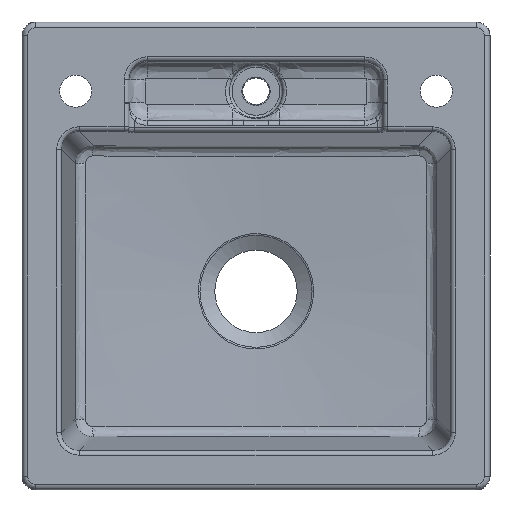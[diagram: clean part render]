
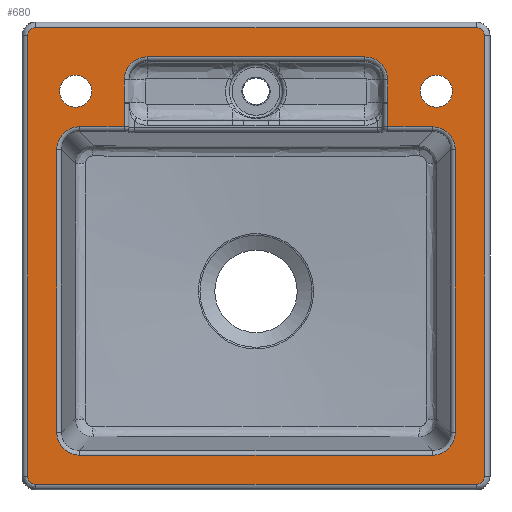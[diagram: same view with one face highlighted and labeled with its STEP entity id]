
A CAD part, top view. The second image highlights one B-rep face of the part: STEP entity #680.
In plain terms, the highlighted planar face has unit normal (0, 0, 1).
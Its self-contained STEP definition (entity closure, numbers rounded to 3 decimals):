
#680=ADVANCED_FACE('',(#1561,#1562,#1563,#1564),#897,.F.);
#897=PLANE('',#4730);
#1190=LINE('',#6653,#1346);
#1194=LINE('',#6751,#1350);
#1196=LINE('',#6847,#1352);
#1199=LINE('',#6854,#1355);
#1201=LINE('',#6961,#1357);
#1204=LINE('',#7333,#1360);
#1207=LINE('',#7364,#1363);
#1209=LINE('',#7410,#1365);
#1211=LINE('',#7456,#1367);
#1213=LINE('',#7480,#1369);
#1246=LINE('',#8804,#1402);
#1247=LINE('',#8808,#1403);
#1248=LINE('',#8812,#1404);
#1249=LINE('',#8816,#1405);
#1346=VECTOR('',#5134,1.);
#1350=VECTOR('',#5154,1.);
#1352=VECTOR('',#5174,1.);
#1355=VECTOR('',#5181,1.);
#1357=VECTOR('',#5193,1.);
#1360=VECTOR('',#5220,1.);
#1363=VECTOR('',#5233,1.);
#1365=VECTOR('',#5243,1.);
#1367=VECTOR('',#5253,1.);
#1369=VECTOR('',#5261,1.);
#1402=VECTOR('',#5402,1.);
#1403=VECTOR('',#5405,1.);
#1404=VECTOR('',#5408,1.);
#1405=VECTOR('',#5411,1.);
#1498=ELLIPSE('',#4625,25.191,25.);
#1500=ELLIPSE('',#4633,25.191,25.);
#1501=ELLIPSE('',#4642,25.191,25.);
#1502=ELLIPSE('',#4644,25.191,25.);
#1503=ELLIPSE('',#4658,25.004,25.);
#1505=ELLIPSE('',#4664,25.008,25.);
#1506=ELLIPSE('',#4668,25.008,25.);
#1508=ELLIPSE('',#4672,25.004,25.);
#1509=ELLIPSE('',#4726,9.044,9.);
#1510=ELLIPSE('',#4727,9.044,9.);
#1511=ELLIPSE('',#4728,9.044,9.);
#1512=ELLIPSE('',#4729,9.044,9.);
#1561=FACE_BOUND('',#1692,.T.);
#1562=FACE_BOUND('',#1693,.T.);
#1563=FACE_BOUND('',#1694,.T.);
#1564=FACE_BOUND('',#1695,.T.);
#1692=EDGE_LOOP('',(#2359,#2360,#2361,#2362,#2363,#2364,#2365,#2366));
#1693=EDGE_LOOP('',(#2367,#2368,#2369,#2370,#2371,#2372,#2373,#2374,#2375,
#2376,#2377,#2378,#2379,#2380,#2381,#2382,#2383,#2384));
#1694=EDGE_LOOP('',(#2385));
#1695=EDGE_LOOP('',(#2386));
#2359=ORIENTED_EDGE('',*,*,#3931,.T.);
#2360=ORIENTED_EDGE('',*,*,#3932,.T.);
#2361=ORIENTED_EDGE('',*,*,#3933,.T.);
#2362=ORIENTED_EDGE('',*,*,#3934,.T.);
#2363=ORIENTED_EDGE('',*,*,#3935,.T.);
#2364=ORIENTED_EDGE('',*,*,#3936,.T.);
#2365=ORIENTED_EDGE('',*,*,#3937,.T.);
#2366=ORIENTED_EDGE('',*,*,#3938,.T.);
#2367=ORIENTED_EDGE('',*,*,#3839,.T.);
#2368=ORIENTED_EDGE('',*,*,#3836,.T.);
#2369=ORIENTED_EDGE('',*,*,#3834,.T.);
#2370=ORIENTED_EDGE('',*,*,#3831,.T.);
#2371=ORIENTED_EDGE('',*,*,#3828,.T.);
#2372=ORIENTED_EDGE('',*,*,#3825,.T.);
#2373=ORIENTED_EDGE('',*,*,#3822,.T.);
#2374=ORIENTED_EDGE('',*,*,#3817,.T.);
#2375=ORIENTED_EDGE('',*,*,#3814,.T.);
#2376=ORIENTED_EDGE('',*,*,#3742,.T.);
#2377=ORIENTED_EDGE('',*,*,#3748,.T.);
#2378=ORIENTED_EDGE('',*,*,#3754,.T.);
#2379=ORIENTED_EDGE('',*,*,#3760,.T.);
#2380=ORIENTED_EDGE('',*,*,#3765,.T.);
#2381=ORIENTED_EDGE('',*,*,#3771,.T.);
#2382=ORIENTED_EDGE('',*,*,#3777,.T.);
#2383=ORIENTED_EDGE('',*,*,#3775,.T.);
#2384=ORIENTED_EDGE('',*,*,#3769,.T.);
#2385=ORIENTED_EDGE('',*,*,#3706,.T.);
#2386=ORIENTED_EDGE('',*,*,#3707,.T.);
#3309=VERTEX_POINT('',#6185);
#3310=VERTEX_POINT('',#6188);
#3335=VERTEX_POINT('',#6647);
#3336=VERTEX_POINT('',#6651);
#3340=VERTEX_POINT('',#6691);
#3344=VERTEX_POINT('',#6749);
#3349=VERTEX_POINT('',#6790);
#3350=VERTEX_POINT('',#6841);
#3352=VERTEX_POINT('',#6846);
#3354=VERTEX_POINT('',#6852);
#3356=VERTEX_POINT('',#6858);
#3358=VERTEX_POINT('',#6910);
#3385=VERTEX_POINT('',#7334);
#3386=VERTEX_POINT('',#7344);
#3388=VERTEX_POINT('',#7361);
#3390=VERTEX_POINT('',#7367);
#3392=VERTEX_POINT('',#7407);
#3394=VERTEX_POINT('',#7413);
#3397=VERTEX_POINT('',#7454);
#3398=VERTEX_POINT('',#7460);
#3450=VERTEX_POINT('',#8802);
#3451=VERTEX_POINT('',#8803);
#3452=VERTEX_POINT('',#8805);
#3453=VERTEX_POINT('',#8807);
#3454=VERTEX_POINT('',#8809);
#3455=VERTEX_POINT('',#8811);
#3456=VERTEX_POINT('',#8813);
#3457=VERTEX_POINT('',#8815);
#3706=EDGE_CURVE('',#3309,#3309,#4343,.T.);
#3707=EDGE_CURVE('',#3310,#3310,#4344,.T.);
#3742=EDGE_CURVE('',#3335,#3336,#1190,.T.);
#3748=EDGE_CURVE('',#3336,#3340,#1498,.T.);
#3754=EDGE_CURVE('',#3340,#3344,#1194,.T.);
#3760=EDGE_CURVE('',#3344,#3349,#1500,.T.);
#3765=EDGE_CURVE('',#3349,#3352,#1196,.T.);
#3769=EDGE_CURVE('',#3354,#3350,#1199,.T.);
#3771=EDGE_CURVE('',#3352,#3356,#1501,.T.);
#3775=EDGE_CURVE('',#3358,#3354,#1502,.T.);
#3777=EDGE_CURVE('',#3356,#3358,#1201,.T.);
#3814=EDGE_CURVE('',#3385,#3335,#1204,.T.);
#3817=EDGE_CURVE('',#3386,#3385,#1503,.T.);
#3822=EDGE_CURVE('',#3388,#3386,#1207,.T.);
#3825=EDGE_CURVE('',#3390,#3388,#1505,.T.);
#3828=EDGE_CURVE('',#3392,#3390,#1209,.T.);
#3831=EDGE_CURVE('',#3394,#3392,#1506,.T.);
#3834=EDGE_CURVE('',#3397,#3394,#1211,.T.);
#3836=EDGE_CURVE('',#3398,#3397,#1508,.T.);
#3839=EDGE_CURVE('',#3350,#3398,#1213,.T.);
#3931=EDGE_CURVE('',#3450,#3451,#1509,.T.);
#3932=EDGE_CURVE('',#3451,#3452,#1246,.T.);
#3933=EDGE_CURVE('',#3452,#3453,#1510,.T.);
#3934=EDGE_CURVE('',#3453,#3454,#1247,.T.);
#3935=EDGE_CURVE('',#3454,#3455,#1511,.T.);
#3936=EDGE_CURVE('',#3455,#3456,#1248,.T.);
#3937=EDGE_CURVE('',#3456,#3457,#1512,.T.);
#3938=EDGE_CURVE('',#3457,#3450,#1249,.T.);
#4343=CIRCLE('',#4589,17.5);
#4344=CIRCLE('',#4591,17.5);
#4589=AXIS2_PLACEMENT_3D('',#6184,#5070,#5071);
#4591=AXIS2_PLACEMENT_3D('',#6187,#5074,#5075);
#4625=AXIS2_PLACEMENT_3D('',#6693,#5144,#5145);
#4633=AXIS2_PLACEMENT_3D('',#6791,#5164,#5165);
#4642=AXIS2_PLACEMENT_3D('',#6859,#5186,#5187);
#4644=AXIS2_PLACEMENT_3D('',#6929,#5190,#5191);
#4658=AXIS2_PLACEMENT_3D('',#7343,#5224,#5225);
#4664=AXIS2_PLACEMENT_3D('',#7375,#5238,#5239);
#4668=AXIS2_PLACEMENT_3D('',#7421,#5248,#5249);
#4672=AXIS2_PLACEMENT_3D('',#7459,#5258,#5259);
#4726=AXIS2_PLACEMENT_3D('',#8801,#5400,#5401);
#4727=AXIS2_PLACEMENT_3D('',#8806,#5403,#5404);
#4728=AXIS2_PLACEMENT_3D('',#8810,#5406,#5407);
#4729=AXIS2_PLACEMENT_3D('',#8814,#5409,#5410);
#4730=AXIS2_PLACEMENT_3D('',#8817,#5412,#5413);
#5070=DIRECTION('',(0.,0.,-1.));
#5071=DIRECTION('',(-1.,0.,0.));
#5074=DIRECTION('',(0.,0.,-1.));
#5075=DIRECTION('',(-1.,0.,0.));
#5134=DIRECTION('',(1.,0.,0.));
#5144=DIRECTION('',(0.,0.,-1.));
#5145=DIRECTION('',(-0.707,-0.707,0.));
#5154=DIRECTION('',(0.,-1.,0.));
#5164=DIRECTION('',(0.,0.,-1.));
#5165=DIRECTION('',(0.707,-0.707,0.));
#5174=DIRECTION('',(-1.,0.,0.));
#5181=DIRECTION('',(1.,0.,0.));
#5186=DIRECTION('',(0.,0.,-1.));
#5187=DIRECTION('',(-0.707,-0.707,0.));
#5190=DIRECTION('',(0.,0.,-1.));
#5191=DIRECTION('',(-0.707,0.707,0.));
#5193=DIRECTION('',(0.,1.,0.));
#5220=DIRECTION('',(0.,-1.,0.));
#5224=DIRECTION('',(0.,0.,-1.));
#5225=DIRECTION('',(-1.,0.,0.));
#5233=DIRECTION('',(0.,-1.,0.));
#5238=DIRECTION('',(0.,0.,-1.));
#5239=DIRECTION('',(-0.707,-0.707,0.));
#5243=DIRECTION('',(1.,0.,0.));
#5248=DIRECTION('',(0.,0.,-1.));
#5249=DIRECTION('',(0.707,-0.707,0.));
#5253=DIRECTION('',(0.,1.,0.));
#5258=DIRECTION('',(0.,0.,-1.));
#5259=DIRECTION('',(1.,0.,0.));
#5261=DIRECTION('',(0.,1.,0.));
#5400=DIRECTION('',(0.,0.,1.));
#5401=DIRECTION('',(-0.707,-0.707,0.));
#5402=DIRECTION('',(1.,0.,0.));
#5403=DIRECTION('',(0.,0.,1.));
#5404=DIRECTION('',(0.707,-0.707,0.));
#5405=DIRECTION('',(0.,1.,0.));
#5406=DIRECTION('',(0.,0.,1.));
#5407=DIRECTION('',(0.707,0.707,0.));
#5408=DIRECTION('',(-1.,0.,0.));
#5409=DIRECTION('',(0.,0.,1.));
#5410=DIRECTION('',(-0.707,0.707,0.));
#5411=DIRECTION('',(0.,-1.,0.));
#5412=DIRECTION('',(0.,0.,-1.));
#5413=DIRECTION('',(1.,0.,0.));
#6184=CARTESIAN_POINT('',(-197.,218.25,0.));
#6185=CARTESIAN_POINT('',(-214.5,218.25,0.));
#6187=CARTESIAN_POINT('',(197.,218.25,0.));
#6188=CARTESIAN_POINT('',(179.5,218.25,0.));
#6647=CARTESIAN_POINT('',(143.884,179.332,0.));
#6651=CARTESIAN_POINT('',(192.677,179.332,0.));
#6653=CARTESIAN_POINT('',(143.884,179.332,0.));
#6691=CARTESIAN_POINT('',(217.582,154.427,0.));
#6693=CARTESIAN_POINT('',(192.486,154.236,0.));
#6749=CARTESIAN_POINT('',(217.582,-154.427,0.));
#6751=CARTESIAN_POINT('',(217.582,165.75,0.));
#6790=CARTESIAN_POINT('',(192.677,-179.332,0.));
#6791=CARTESIAN_POINT('',(192.486,-154.236,0.));
#6841=CARTESIAN_POINT('',(-143.884,179.332,0.));
#6846=CARTESIAN_POINT('',(-192.677,-179.332,0.));
#6847=CARTESIAN_POINT('',(127.5,-179.332,0.));
#6852=CARTESIAN_POINT('',(-192.677,179.332,0.));
#6854=CARTESIAN_POINT('',(-193.076,179.332,0.));
#6858=CARTESIAN_POINT('',(-217.582,-154.427,0.));
#6859=CARTESIAN_POINT('',(-192.486,-154.236,0.));
#6910=CARTESIAN_POINT('',(-217.582,154.427,0.));
#6929=CARTESIAN_POINT('',(-192.486,154.236,0.));
#6961=CARTESIAN_POINT('',(-217.582,-154.826,0.));
#7333=CARTESIAN_POINT('',(143.884,185.75,0.));
#7334=CARTESIAN_POINT('',(143.884,204.53,0.));
#7343=CARTESIAN_POINT('',(118.91,205.75,0.));
#7344=CARTESIAN_POINT('',(143.913,205.75,0.));
#7361=CARTESIAN_POINT('',(143.913,230.667,0.));
#7364=CARTESIAN_POINT('',(143.913,165.75,0.));
#7367=CARTESIAN_POINT('',(118.917,255.663,0.));
#7375=CARTESIAN_POINT('',(118.91,230.66,0.));
#7407=CARTESIAN_POINT('',(-118.917,255.663,0.));
#7410=CARTESIAN_POINT('',(127.5,255.663,0.));
#7413=CARTESIAN_POINT('',(-143.913,230.667,0.));
#7421=CARTESIAN_POINT('',(-118.91,230.66,0.));
#7454=CARTESIAN_POINT('',(-143.913,205.75,0.));
#7456=CARTESIAN_POINT('',(-143.913,165.75,0.));
#7459=CARTESIAN_POINT('',(-118.91,205.75,0.));
#7460=CARTESIAN_POINT('',(-143.884,204.53,0.));
#7480=CARTESIAN_POINT('',(-143.884,174.75,0.));
#8801=CARTESIAN_POINT('',(-240.383,-202.133,0.));
#8802=CARTESIAN_POINT('',(-249.405,-202.177,0.));
#8803=CARTESIAN_POINT('',(-240.427,-211.155,0.));
#8804=CARTESIAN_POINT('',(-240.037,-211.155,0.));
#8805=CARTESIAN_POINT('',(240.427,-211.155,0.));
#8806=CARTESIAN_POINT('',(240.383,-202.133,0.));
#8807=CARTESIAN_POINT('',(249.405,-202.177,0.));
#8808=CARTESIAN_POINT('',(249.405,-201.787,0.));
#8809=CARTESIAN_POINT('',(249.405,278.677,0.));
#8810=CARTESIAN_POINT('',(240.383,278.633,0.));
#8811=CARTESIAN_POINT('',(240.427,287.655,0.));
#8812=CARTESIAN_POINT('',(240.037,287.655,0.));
#8813=CARTESIAN_POINT('',(-240.427,287.655,0.));
#8814=CARTESIAN_POINT('',(-240.383,278.633,0.));
#8815=CARTESIAN_POINT('',(-249.405,278.677,0.));
#8816=CARTESIAN_POINT('',(-249.405,278.287,0.));
#8817=CARTESIAN_POINT('',(127.5,165.75,0.));
